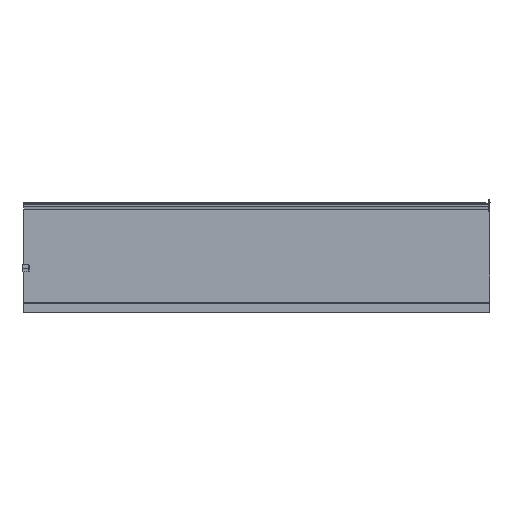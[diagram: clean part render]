
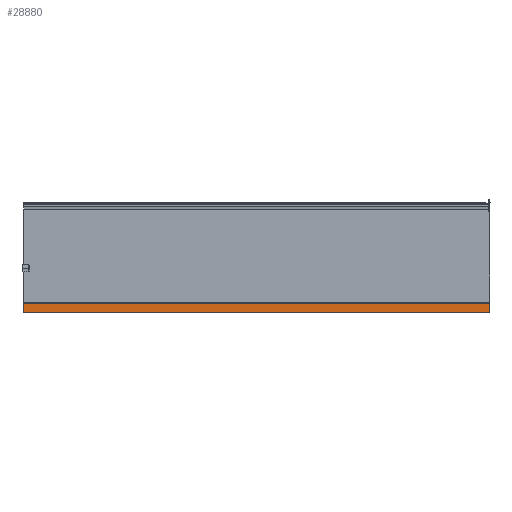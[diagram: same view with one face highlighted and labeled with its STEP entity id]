
A CAD part, left-side view. The second image highlights one B-rep face of the part: STEP entity #28880.
In plain terms, the highlighted cylindrical face has radius 960.746 mm (diameter 1921.49 mm), a partial arc.
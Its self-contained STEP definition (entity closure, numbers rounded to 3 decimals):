
#415 = DIRECTION ( 'NONE',  ( 1., 0., 0. ) ) ;
#705 = EDGE_CURVE ( 'NONE', #32104, #33981, #40113, .T. ) ;
#2995 = CARTESIAN_POINT ( 'NONE',  ( -4.65, -975., -284.49 ) ) ;
#5627 = CARTESIAN_POINT ( 'NONE',  ( -4.65, 975.3, -284.49 ) ) ;
#6462 = CARTESIAN_POINT ( 'NONE',  ( -4.65, -975., -323.706 ) ) ;
#8904 = CARTESIAN_POINT ( 'NONE',  ( -4.65, 975.3, -323.706 ) ) ;
#9941 = CIRCLE ( 'NONE', #39247, 960.747 ) ;
#10325 = VECTOR ( 'NONE', #16834, 1000. ) ;
#11970 = VERTEX_POINT ( 'NONE', #8904 ) ;
#12063 = CARTESIAN_POINT ( 'NONE',  ( 955.897, -975., -304.099 ) ) ;
#13656 = CARTESIAN_POINT ( 'NONE',  ( -4.65, -975., -284.49 ) ) ;
#14711 = ORIENTED_EDGE ( 'NONE', *, *, #34107, .T. ) ;
#15214 = EDGE_CURVE ( 'NONE', #32532, #32104, #9941, .T. ) ;
#15999 = DIRECTION ( 'NONE',  ( 1., 0., 0. ) ) ;
#16053 = DIRECTION ( 'NONE',  ( 1., 0., 0. ) ) ;
#16834 = DIRECTION ( 'NONE',  ( 0., -1., 0. ) ) ;
#18816 = CIRCLE ( 'NONE', #40007, 960.747 ) ;
#18888 = CYLINDRICAL_SURFACE ( 'NONE', #30220, 960.747 ) ;
#20423 = FACE_OUTER_BOUND ( 'NONE', #39729, .T. ) ;
#20550 = ORIENTED_EDGE ( 'NONE', *, *, #705, .T. ) ;
#22624 = DIRECTION ( 'NONE',  ( 0., 1., 0. ) ) ;
#23742 = CARTESIAN_POINT ( 'NONE',  ( -4.65, -975., -323.706 ) ) ;
#24089 = CARTESIAN_POINT ( 'NONE',  ( 955.897, -975., -304.099 ) ) ;
#24368 = DIRECTION ( 'NONE',  ( 0., -1., 0. ) ) ;
#28880 = ADVANCED_FACE ( 'NONE', ( #20423 ), #18888, .T. ) ;
#29533 = EDGE_CURVE ( 'NONE', #33981, #11970, #18816, .T. ) ;
#30220 = AXIS2_PLACEMENT_3D ( 'NONE', #24089, #24368, #415 ) ;
#30716 = DIRECTION ( 'NONE',  ( 0., 1., 0. ) ) ;
#31243 = VECTOR ( 'NONE', #30716, 1000. ) ;
#32104 = VERTEX_POINT ( 'NONE', #2995 ) ;
#32406 = LINE ( 'NONE', #23742, #10325 ) ;
#32532 = VERTEX_POINT ( 'NONE', #6462 ) ;
#32708 = ORIENTED_EDGE ( 'NONE', *, *, #29533, .T. ) ;
#33981 = VERTEX_POINT ( 'NONE', #5627 ) ;
#34107 = EDGE_CURVE ( 'NONE', #11970, #32532, #32406, .T. ) ;
#36166 = DIRECTION ( 'NONE',  ( 0., -1., 0. ) ) ;
#39247 = AXIS2_PLACEMENT_3D ( 'NONE', #12063, #22624, #15999 ) ;
#39257 = CARTESIAN_POINT ( 'NONE',  ( 955.897, 975.3, -304.099 ) ) ;
#39729 = EDGE_LOOP ( 'NONE', ( #14711, #41765, #20550, #32708 ) ) ;
#40007 = AXIS2_PLACEMENT_3D ( 'NONE', #39257, #36166, #16053 ) ;
#40113 = LINE ( 'NONE', #13656, #31243 ) ;
#41765 = ORIENTED_EDGE ( 'NONE', *, *, #15214, .T. ) ;
